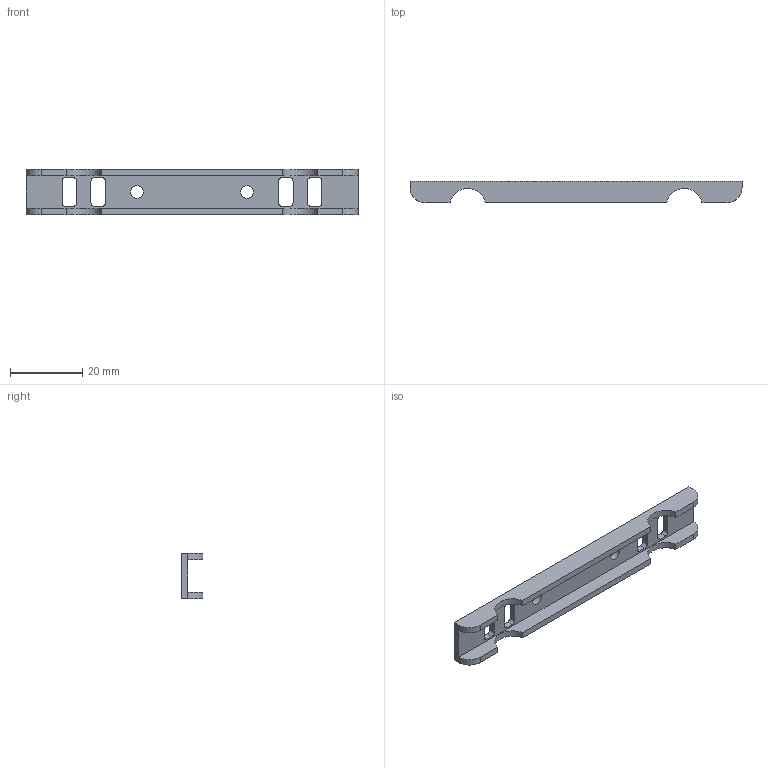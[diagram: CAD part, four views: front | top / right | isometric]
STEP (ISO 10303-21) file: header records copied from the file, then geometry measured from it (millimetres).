
FILE_DESCRIPTION(/* description */ (''),/* implementation_level */ '2;1');
FILE_NAME(/* name */ 'DevFrame Cross Mount ZipTie v1 v1.step',/* time_stamp */ '2018-03-31T18:34:38-05:00',/* author */ ('cglusky'),/* organization */ (''),/* preprocessor_version */ 'ST-DEVELOPER v16.13',/* originating_system */ 'Autodesk Translation Framework v6.5.0.72',/* authorisation */ '');
FILE_SCHEMA (('AUTOMOTIVE_DESIGN { 1 0 10303 214 3 1 1 }'));
Length unit declared in the file: millimetre
Products named in the file (1): DevFrame Cross Mount ZipTie v1
Bounding box: 92 x 6 x 12.7 mm (x, y, z)
Volume: 2996.8 mm3; surface area: 3952.1 mm2
Topology: 1 solids, 1 shells, 56 faces, 158 edges, 104 vertices
Faces by surface type: plane 30, cylinder 26
Full cylindrical faces by diameter (mm): 3.5 x2
Entity records: 1879 total; most frequent: DIRECTION 324, CARTESIAN_POINT 319, ORIENTED_EDGE 316, EDGE_CURVE 158, AXIS2_PLACEMENT_3D 109, LINE 106, VECTOR 106, VERTEX_POINT 104
